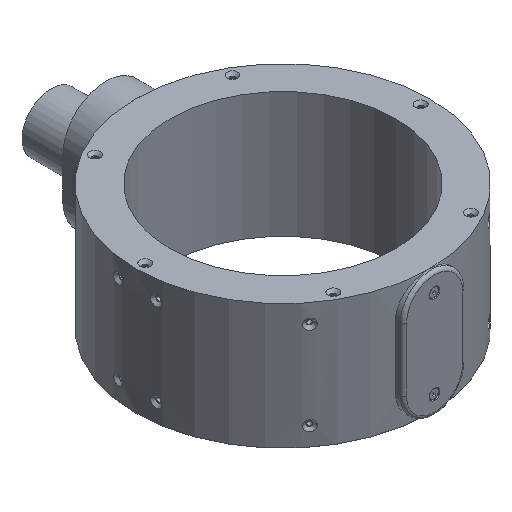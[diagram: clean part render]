
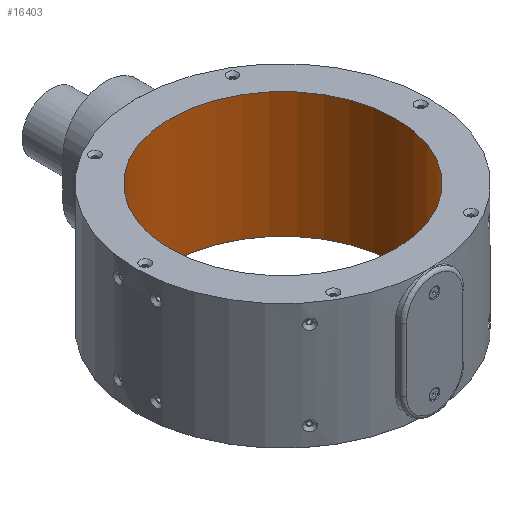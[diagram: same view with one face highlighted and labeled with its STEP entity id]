
A CAD part, isometric view. The second image highlights one B-rep face of the part: STEP entity #16403.
In plain terms, the highlighted cylindrical face has radius 145 mm (diameter 290 mm), a full revolution.
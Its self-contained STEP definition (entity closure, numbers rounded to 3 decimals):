
#441 = EDGE_CURVE ( 'NONE', #7679, #7679, #30762, .T. ) ;
#832 = AXIS2_PLACEMENT_3D ( 'NONE', #4401, #18681, #6484 ) ;
#3341 = CARTESIAN_POINT ( 'NONE',  ( -145., 0., -80.55 ) ) ;
#4386 = ORIENTED_EDGE ( 'NONE', *, *, #27148, .T. ) ;
#4401 = CARTESIAN_POINT ( 'NONE',  ( 0., 0., 80.5 ) ) ;
#6484 = DIRECTION ( 'NONE',  ( -1., 0., 0. ) ) ;
#7679 = VERTEX_POINT ( 'NONE', #3341 ) ;
#9068 = CYLINDRICAL_SURFACE ( 'NONE', #12644, 145. ) ;
#11159 = DIRECTION ( 'NONE',  ( 0., 0., 1. ) ) ;
#12080 = CIRCLE ( 'NONE', #832, 145. ) ;
#12631 = DIRECTION ( 'NONE',  ( 0., 0., -1. ) ) ;
#12644 = AXIS2_PLACEMENT_3D ( 'NONE', #21085, #11159, #18868 ) ;
#15108 = EDGE_LOOP ( 'NONE', ( #4386 ) ) ;
#15176 = ORIENTED_EDGE ( 'NONE', *, *, #441, .T. ) ;
#16403 = ADVANCED_FACE ( 'NONE', ( #26216, #23790 ), #9068, .F. ) ;
#16490 = AXIS2_PLACEMENT_3D ( 'NONE', #30270, #12631, #27712 ) ;
#18681 = DIRECTION ( 'NONE',  ( 0., 0., 1. ) ) ;
#18868 = DIRECTION ( 'NONE',  ( -0.913, 0.409, 0. ) ) ;
#21085 = CARTESIAN_POINT ( 'NONE',  ( 0., 0., -64.25 ) ) ;
#21539 = VERTEX_POINT ( 'NONE', #28570 ) ;
#23046 = EDGE_LOOP ( 'NONE', ( #15176 ) ) ;
#23790 = FACE_OUTER_BOUND ( 'NONE', #23046, .T. ) ;
#26216 = FACE_OUTER_BOUND ( 'NONE', #15108, .T. ) ;
#27148 = EDGE_CURVE ( 'NONE', #21539, #21539, #12080, .T. ) ;
#27712 = DIRECTION ( 'NONE',  ( -1., 0., 0. ) ) ;
#28570 = CARTESIAN_POINT ( 'NONE',  ( -145., 0., 80.5 ) ) ;
#30270 = CARTESIAN_POINT ( 'NONE',  ( 0., 0., -80.55 ) ) ;
#30762 = CIRCLE ( 'NONE', #16490, 145. ) ;
